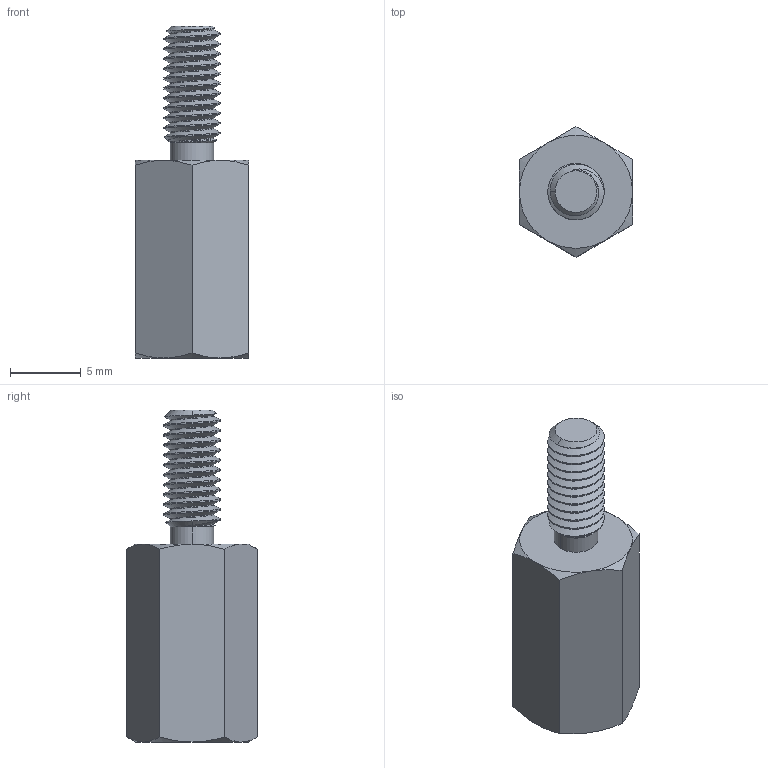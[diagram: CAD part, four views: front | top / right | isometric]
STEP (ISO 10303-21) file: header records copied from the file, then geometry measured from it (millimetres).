
FILE_DESCRIPTION(/* description */ (''),/* implementation_level */ '2;1');
FILE_NAME(/* name */ 'M4 hex standoff 14 fm_v1.step',/* time_stamp */ '2023-01-15T11:59:53-08:00',/* author */ (''),/* organization */ (''),/* preprocessor_version */ 'ST-DEVELOPER v19.2',/* originating_system */ 'Autodesk Translation Framework v11.17.0.187',/* authorisation */ '');
FILE_SCHEMA (('AUTOMOTIVE_DESIGN { 1 0 10303 214 3 1 1 }'));
Length unit declared in the file: millimetre
Products named in the file (2): M4 hex standoff 14 fm; 93655A456_Male-Female Threaded Hex Standoff
Assembly tree (1 placements, depth 2):
  M4 hex standoff 14 fm
    93655A456_Male-Female Threaded Hex Standoff
Bounding box: 8 x 9.24 x 23.5 mm (x, y, z)
Volume: 755.7 mm3; surface area: 870.8 mm2
Topology: 1 solids, 1 shells, 92 faces, 248 edges, 160 vertices
Faces by surface type: cylinder 56, cone 19, plane 11, bspline 6
Entity records: 6414 total; most frequent: CARTESIAN_POINT 4473, ORIENTED_EDGE 496, DIRECTION 297, EDGE_CURVE 248, VERTEX_POINT 160, AXIS2_PLACEMENT_3D 115, EDGE_LOOP 94, FACE_OUTER_BOUND 92
